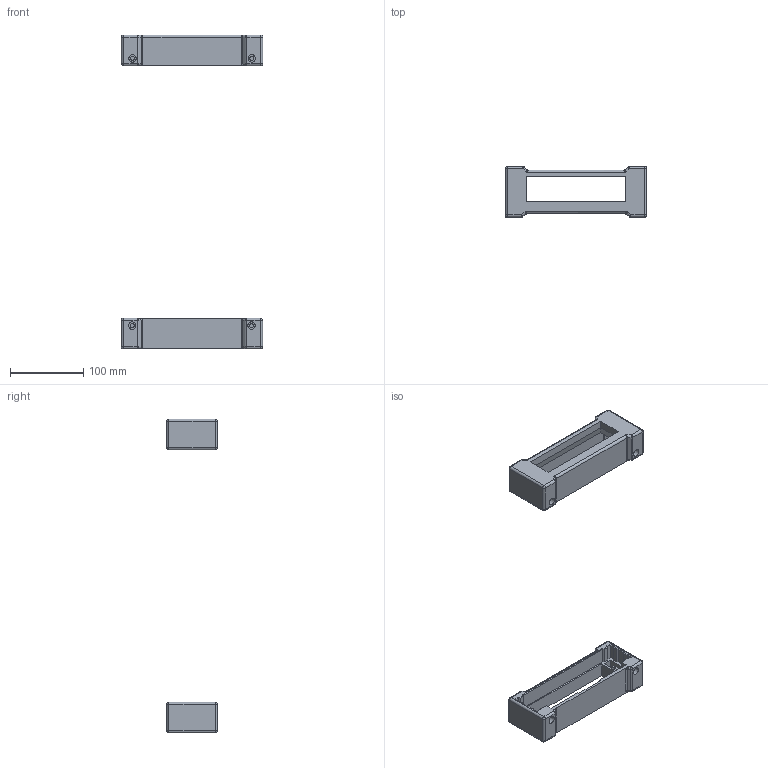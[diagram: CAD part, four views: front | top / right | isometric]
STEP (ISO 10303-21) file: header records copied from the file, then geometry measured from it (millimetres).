
FILE_DESCRIPTION(/* description */ (''),/* implementation_level */ '2;1');
FILE_NAME(/* name */ 'Step''s/1-Squire CBA Endcaps v19.step',/* time_stamp */ '2019-10-20T17:00:13-04:00',/* author */ (''),/* organization */ (''),/* preprocessor_version */ 'ST-DEVELOPER v18',/* originating_system */ 'Autodesk Translation Framework v8.6.0.1094',/* authorisation */ '');
FILE_SCHEMA (('AUTOMOTIVE_DESIGN { 1 0 10303 214 3 1 1 }'));
Length unit declared in the file: millimetre
Products named in the file (1): 1-Squire CBA Endcaps
Bounding box: 192.72 x 69 x 427.3 mm (x, y, z)
Volume: 373020.4 mm3; surface area: 110777.1 mm2
Topology: 2 solids, 2 shells, 376 faces, 897 edges, 522 vertices
Faces by surface type: plane 240, cylinder 80, sphere 32, bspline 22, torus 2
Full cylindrical faces by diameter (mm): 3.5 x2, 5 x2, 5.5 x4, 10 x4
Entity records: 10992 total; most frequent: CARTESIAN_POINT 2332, DIRECTION 1771, ORIENTED_EDGE 1766, EDGE_CURVE 883, LINE 689, VECTOR 689, AXIS2_PLACEMENT_3D 541, VERTEX_POINT 522
